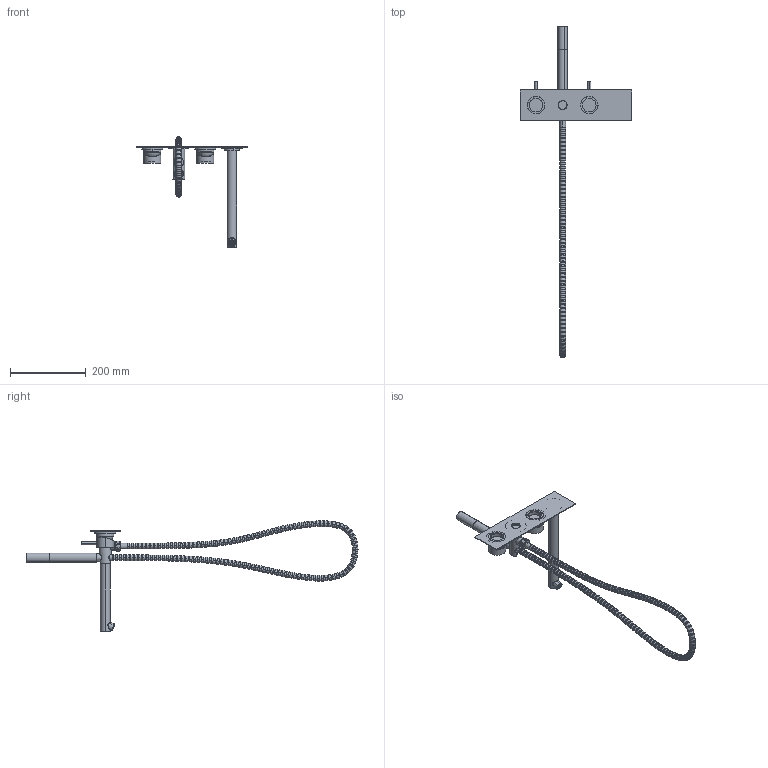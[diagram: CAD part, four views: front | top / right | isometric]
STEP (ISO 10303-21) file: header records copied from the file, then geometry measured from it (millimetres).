
FILE_DESCRIPTION (( 'STEP AP214' ), '1' );
FILE_NAME ('SBMS250RH_shell.STEP', '2018-10-23T00:54:44', ( 'khoa' ), ( '' ), 'SwSTEP 2.0', 'SolidWorks 2016', '' );
FILE_SCHEMA (( 'AUTOMOTIVE_DESIGN' ));
Length unit declared in the file: millimetre
Products named in the file (2): SBMS250RH_shell
Bounding box: 295 x 874.63 x 290.73 mm (x, y, z)
Volume: 632572 mm3; surface area: 228218.7 mm2
Topology: 33 solids, 33 shells, 1798 faces, 4087 edges, 2712 vertices
Faces by surface type: plane 965, cylinder 493, bspline 262, cone 56, torus 22
Entity records: 184569 total; most frequent: CARTESIAN_POINT 125933, ORIENTED_EDGE 8174, DIRECTION 7092, EDGE_CURVE 4087, VERTEX_POINT 2712, AXIS2_PLACEMENT_3D 2508, EDGE_LOOP 2259, VECTOR 2076
